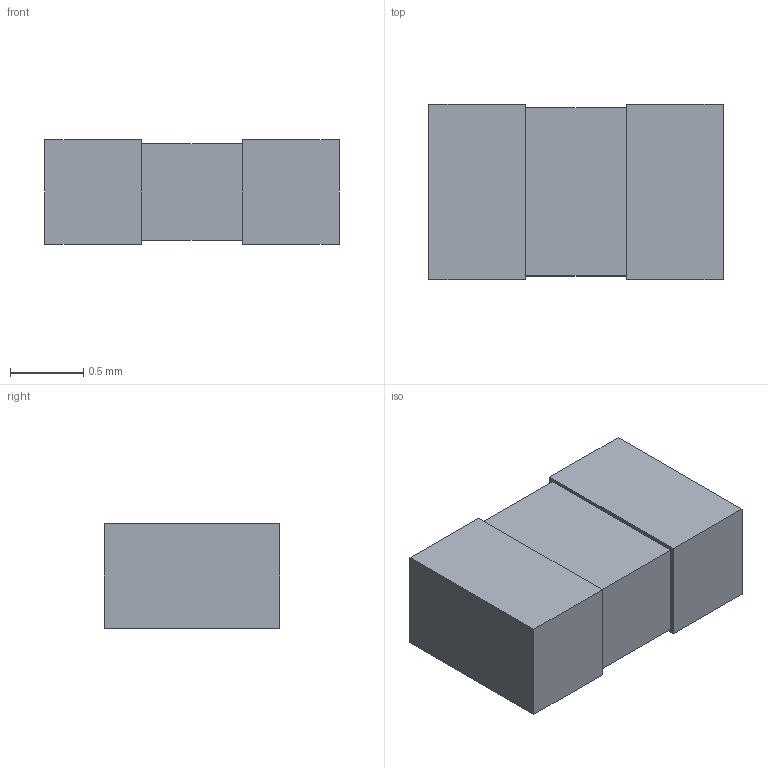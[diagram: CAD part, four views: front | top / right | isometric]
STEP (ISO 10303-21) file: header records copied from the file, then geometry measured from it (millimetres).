
FILE_DESCRIPTION(('STEP AP214'),'1');
FILE_NAME('RC0805N-L','2019-03-18T19:26:55',(''),(''),'','','');
FILE_SCHEMA(('AUTOMOTIVE_DESIGN'));
Length unit declared in the file: millimetre
Products named in the file (1): product
Bounding box: 2.01 x 1.19 x 0.71 mm (x, y, z)
Surface area: 12.4 mm2 (no closed solid volume)
Topology: 0 solids, 18 shells, 18 faces, 72 edges, 72 vertices
Faces by surface type: plane 18
Entity records: 860 total; most frequent: CARTESIAN_POINT 163, VERTEX_POINT 144, DIRECTION 110, ORIENTED_EDGE 72, EDGE_CURVE 72, LINE 72, VECTOR 72, AXIS2_PLACEMENT_3D 19
